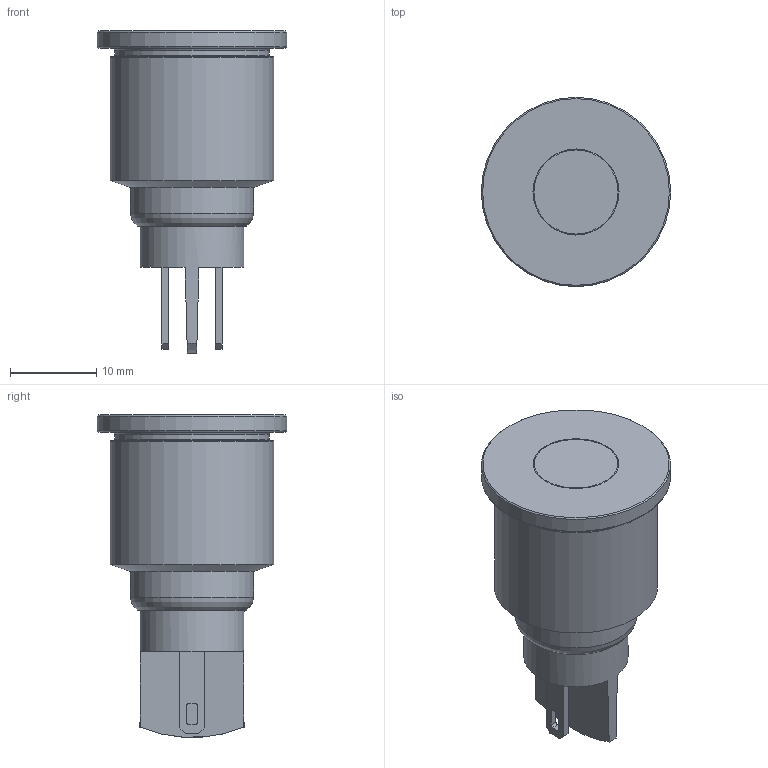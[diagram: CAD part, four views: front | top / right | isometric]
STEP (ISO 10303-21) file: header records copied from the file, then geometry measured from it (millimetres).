
FILE_DESCRIPTION((' '),'2;1');
FILE_NAME('PVL19FLxxx.stp','2017-08-02T14:46:12',(' '),(' '),' ','ACIS',' ');
FILE_SCHEMA(('CONFIG_CONTROL_DESIGN'));
Length unit declared in the file: inch
Products named in the file (1): PVL19FLxxx.stp
Bounding box: 22 x 22 x 37.47 mm (x, y, z)
Volume: 6725.4 mm3; surface area: 2627.4 mm2
Topology: 1 solids, 1 shells, 56 faces, 135 edges, 88 vertices
Faces by surface type: plane 32, cylinder 16, torus 6, cone 2
Full cylindrical faces by diameter (mm): 9.98 x1, 10 x1, 12.1 x1, 14.3 x1, 18 x1, 19 x1, 22 x1
Entity records: 1663 total; most frequent: DIRECTION 280, CARTESIAN_POINT 261, ORIENTED_EDGE 236, EDGE_CURVE 118, AXIS2_PLACEMENT_3D 105, VERTEX_POINT 86, EDGE_LOOP 82, VECTOR 70
